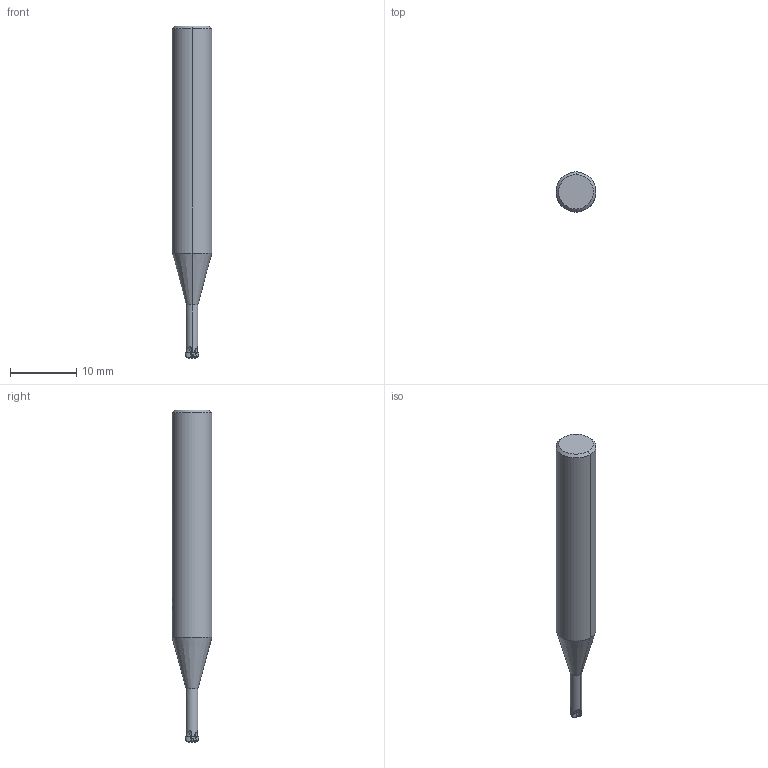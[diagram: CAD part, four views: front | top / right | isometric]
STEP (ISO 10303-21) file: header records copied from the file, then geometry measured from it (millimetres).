
FILE_DESCRIPTION(('no description'),'unknown implementation level');
FILE_NAME('solide2T1h_J03UOi0ZaTxgOG84nAZqo_1.STP',' ',('CIM GmbH Aachen'),('CADClick - KiM GmbH - www.kimweb.de'),'unknown preprocess','ACIS','unknown authorization');
FILE_SCHEMA(('automotive_design'));
Length unit declared in the file: millimetre
Products named in the file (2): 1; 2
Bounding box: 6 x 6 x 50 mm (x, y, z)
Volume: 1086.5 mm3; surface area: 821.9 mm2
Topology: 2 solids, 2 shells, 103 faces, 295 edges, 196 vertices
Faces by surface type: plane 44, bspline 16, cylinder 15, revolution 12, cone 10, torus 6
Entity records: 8069 total; most frequent: CARTESIAN_POINT 2203, STYLED_ITEM 596, PRESENTATION_STYLE_ASSIGNMENT 596, COLOUR_RGB 596, ORIENTED_EDGE 590, DIRECTION 454, EDGE_CURVE 295, CURVE_STYLE 295
